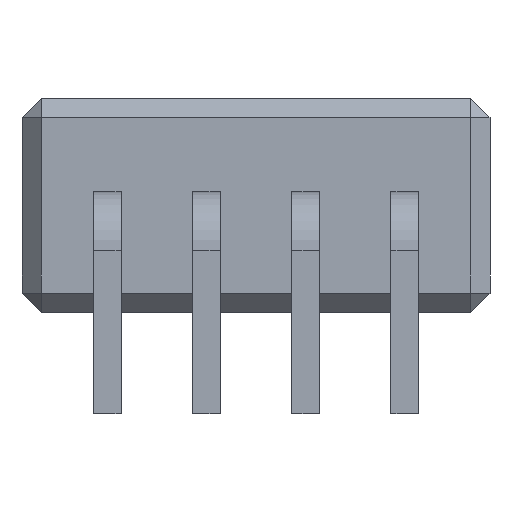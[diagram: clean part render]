
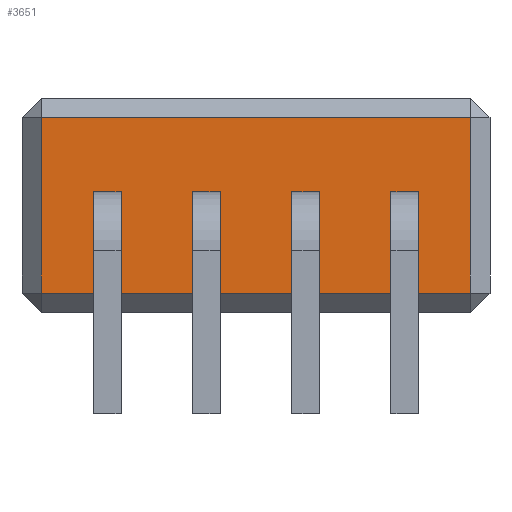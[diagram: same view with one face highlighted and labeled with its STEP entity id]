
A CAD part, front view. The second image highlights one B-rep face of the part: STEP entity #3651.
In plain terms, the highlighted planar face has unit normal (0, -1, 0).
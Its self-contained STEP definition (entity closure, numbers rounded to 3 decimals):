
#48=FACE_BOUND('',#287,.T.);
#49=FACE_BOUND('',#288,.T.);
#50=FACE_BOUND('',#289,.T.);
#51=FACE_BOUND('',#290,.T.);
#87=FACE_OUTER_BOUND('',#286,.T.);
#286=EDGE_LOOP('',(#2373,#2374,#2375,#2376));
#287=EDGE_LOOP('',(#2377,#2378,#2379,#2380));
#288=EDGE_LOOP('',(#2381,#2382,#2383,#2384));
#289=EDGE_LOOP('',(#2385,#2386,#2387,#2388));
#290=EDGE_LOOP('',(#2389,#2390,#2391,#2392));
#513=LINE('',#5045,#995);
#551=LINE('',#5123,#1033);
#552=LINE('',#5125,#1034);
#553=LINE('',#5126,#1035);
#554=LINE('',#5129,#1036);
#555=LINE('',#5131,#1037);
#556=LINE('',#5133,#1038);
#557=LINE('',#5134,#1039);
#558=LINE('',#5137,#1040);
#559=LINE('',#5139,#1041);
#560=LINE('',#5141,#1042);
#561=LINE('',#5142,#1043);
#562=LINE('',#5145,#1044);
#563=LINE('',#5147,#1045);
#564=LINE('',#5149,#1046);
#565=LINE('',#5150,#1047);
#566=LINE('',#5153,#1048);
#567=LINE('',#5155,#1049);
#568=LINE('',#5157,#1050);
#569=LINE('',#5158,#1051);
#995=VECTOR('',#4112,1.);
#1033=VECTOR('',#4176,1.);
#1034=VECTOR('',#4177,1.);
#1035=VECTOR('',#4178,1.);
#1036=VECTOR('',#4179,1.);
#1037=VECTOR('',#4180,1.);
#1038=VECTOR('',#4181,1.);
#1039=VECTOR('',#4182,1.);
#1040=VECTOR('',#4183,1.);
#1041=VECTOR('',#4184,1.);
#1042=VECTOR('',#4185,1.);
#1043=VECTOR('',#4186,1.);
#1044=VECTOR('',#4187,1.);
#1045=VECTOR('',#4188,1.);
#1046=VECTOR('',#4189,1.);
#1047=VECTOR('',#4190,1.);
#1048=VECTOR('',#4191,1.);
#1049=VECTOR('',#4192,1.);
#1050=VECTOR('',#4193,1.);
#1051=VECTOR('',#4194,1.);
#1470=VERTEX_POINT('',#5042);
#1471=VERTEX_POINT('',#5044);
#1498=VERTEX_POINT('',#5122);
#1499=VERTEX_POINT('',#5124);
#1500=VERTEX_POINT('',#5127);
#1501=VERTEX_POINT('',#5128);
#1502=VERTEX_POINT('',#5130);
#1503=VERTEX_POINT('',#5132);
#1504=VERTEX_POINT('',#5135);
#1505=VERTEX_POINT('',#5136);
#1506=VERTEX_POINT('',#5138);
#1507=VERTEX_POINT('',#5140);
#1508=VERTEX_POINT('',#5143);
#1509=VERTEX_POINT('',#5144);
#1510=VERTEX_POINT('',#5146);
#1511=VERTEX_POINT('',#5148);
#1512=VERTEX_POINT('',#5151);
#1513=VERTEX_POINT('',#5152);
#1514=VERTEX_POINT('',#5154);
#1515=VERTEX_POINT('',#5156);
#1801=EDGE_CURVE('',#1470,#1471,#513,.T.);
#1839=EDGE_CURVE('',#1498,#1471,#551,.T.);
#1840=EDGE_CURVE('',#1470,#1499,#552,.T.);
#1841=EDGE_CURVE('',#1499,#1498,#553,.T.);
#1842=EDGE_CURVE('',#1500,#1501,#554,.T.);
#1843=EDGE_CURVE('',#1501,#1502,#555,.T.);
#1844=EDGE_CURVE('',#1503,#1502,#556,.T.);
#1845=EDGE_CURVE('',#1500,#1503,#557,.T.);
#1846=EDGE_CURVE('',#1504,#1505,#558,.T.);
#1847=EDGE_CURVE('',#1505,#1506,#559,.T.);
#1848=EDGE_CURVE('',#1507,#1506,#560,.T.);
#1849=EDGE_CURVE('',#1504,#1507,#561,.T.);
#1850=EDGE_CURVE('',#1508,#1509,#562,.T.);
#1851=EDGE_CURVE('',#1509,#1510,#563,.T.);
#1852=EDGE_CURVE('',#1511,#1510,#564,.T.);
#1853=EDGE_CURVE('',#1508,#1511,#565,.T.);
#1854=EDGE_CURVE('',#1512,#1513,#566,.T.);
#1855=EDGE_CURVE('',#1513,#1514,#567,.T.);
#1856=EDGE_CURVE('',#1515,#1514,#568,.T.);
#1857=EDGE_CURVE('',#1512,#1515,#569,.T.);
#2373=ORIENTED_EDGE('',*,*,#1839,.T.);
#2374=ORIENTED_EDGE('',*,*,#1801,.F.);
#2375=ORIENTED_EDGE('',*,*,#1840,.T.);
#2376=ORIENTED_EDGE('',*,*,#1841,.T.);
#2377=ORIENTED_EDGE('',*,*,#1842,.T.);
#2378=ORIENTED_EDGE('',*,*,#1843,.T.);
#2379=ORIENTED_EDGE('',*,*,#1844,.F.);
#2380=ORIENTED_EDGE('',*,*,#1845,.F.);
#2381=ORIENTED_EDGE('',*,*,#1846,.T.);
#2382=ORIENTED_EDGE('',*,*,#1847,.T.);
#2383=ORIENTED_EDGE('',*,*,#1848,.F.);
#2384=ORIENTED_EDGE('',*,*,#1849,.F.);
#2385=ORIENTED_EDGE('',*,*,#1850,.T.);
#2386=ORIENTED_EDGE('',*,*,#1851,.T.);
#2387=ORIENTED_EDGE('',*,*,#1852,.F.);
#2388=ORIENTED_EDGE('',*,*,#1853,.F.);
#2389=ORIENTED_EDGE('',*,*,#1854,.T.);
#2390=ORIENTED_EDGE('',*,*,#1855,.T.);
#2391=ORIENTED_EDGE('',*,*,#1856,.F.);
#2392=ORIENTED_EDGE('',*,*,#1857,.F.);
#3284=PLANE('',#3864);
#3651=ADVANCED_FACE('',(#87,#48,#49,#50,#51),#3284,.T.);
#3864=AXIS2_PLACEMENT_3D('',#5121,#4174,#4175);
#4112=DIRECTION('',(-1.,0.,0.));
#4174=DIRECTION('center_axis',(0.,-1.,0.));
#4175=DIRECTION('ref_axis',(0.,0.,-1.));
#4176=DIRECTION('',(0.,0.,-1.));
#4177=DIRECTION('',(0.,0.,1.));
#4178=DIRECTION('',(-1.,0.,0.));
#4179=DIRECTION('',(0.,0.,-1.));
#4180=DIRECTION('',(-1.,0.,0.));
#4181=DIRECTION('',(0.,0.,-1.));
#4182=DIRECTION('',(-1.,0.,0.));
#4183=DIRECTION('',(0.,0.,-1.));
#4184=DIRECTION('',(-1.,0.,0.));
#4185=DIRECTION('',(0.,0.,-1.));
#4186=DIRECTION('',(-1.,0.,0.));
#4187=DIRECTION('',(0.,0.,-1.));
#4188=DIRECTION('',(-1.,0.,0.));
#4189=DIRECTION('',(0.,0.,-1.));
#4190=DIRECTION('',(-1.,0.,0.));
#4191=DIRECTION('',(0.,0.,-1.));
#4192=DIRECTION('',(-1.,0.,0.));
#4193=DIRECTION('',(0.,0.,-1.));
#4194=DIRECTION('',(-1.,0.,0.));
#5042=CARTESIAN_POINT('',(-4.5,-22.75,0.5));
#5044=CARTESIAN_POINT('',(-15.5,-22.75,0.5));
#5045=CARTESIAN_POINT('',(-7.,-22.75,0.5));
#5121=CARTESIAN_POINT('Origin',(-4.,-22.75,0.));
#5122=CARTESIAN_POINT('',(-15.5,-22.75,5.));
#5123=CARTESIAN_POINT('',(-15.5,-22.75,0.));
#5124=CARTESIAN_POINT('',(-4.5,-22.75,5.));
#5125=CARTESIAN_POINT('',(-4.5,-22.75,0.));
#5126=CARTESIAN_POINT('',(-4.,-22.75,5.));
#5127=CARTESIAN_POINT('',(-13.46,-22.75,3.1));
#5128=CARTESIAN_POINT('',(-13.46,-22.75,2.4));
#5129=CARTESIAN_POINT('',(-13.46,-22.75,0.));
#5130=CARTESIAN_POINT('',(-14.16,-22.75,2.4));
#5131=CARTESIAN_POINT('',(-4.,-22.75,2.4));
#5132=CARTESIAN_POINT('',(-14.16,-22.75,3.1));
#5133=CARTESIAN_POINT('',(-14.16,-22.75,2.4));
#5134=CARTESIAN_POINT('',(-14.16,-22.75,3.1));
#5135=CARTESIAN_POINT('',(-8.38,-22.75,3.1));
#5136=CARTESIAN_POINT('',(-8.38,-22.75,2.4));
#5137=CARTESIAN_POINT('',(-8.38,-22.75,0.));
#5138=CARTESIAN_POINT('',(-9.08,-22.75,2.4));
#5139=CARTESIAN_POINT('',(-4.,-22.75,2.4));
#5140=CARTESIAN_POINT('',(-9.08,-22.75,3.1));
#5141=CARTESIAN_POINT('',(-9.08,-22.75,2.4));
#5142=CARTESIAN_POINT('',(-9.08,-22.75,3.1));
#5143=CARTESIAN_POINT('',(-5.84,-22.75,3.1));
#5144=CARTESIAN_POINT('',(-5.84,-22.75,2.4));
#5145=CARTESIAN_POINT('',(-5.84,-22.75,0.));
#5146=CARTESIAN_POINT('',(-6.54,-22.75,2.4));
#5147=CARTESIAN_POINT('',(-4.,-22.75,2.4));
#5148=CARTESIAN_POINT('',(-6.54,-22.75,3.1));
#5149=CARTESIAN_POINT('',(-6.54,-22.75,2.4));
#5150=CARTESIAN_POINT('',(-6.54,-22.75,3.1));
#5151=CARTESIAN_POINT('',(-10.92,-22.75,3.1));
#5152=CARTESIAN_POINT('',(-10.92,-22.75,2.4));
#5153=CARTESIAN_POINT('',(-10.92,-22.75,0.));
#5154=CARTESIAN_POINT('',(-11.62,-22.75,2.4));
#5155=CARTESIAN_POINT('',(-4.,-22.75,2.4));
#5156=CARTESIAN_POINT('',(-11.62,-22.75,3.1));
#5157=CARTESIAN_POINT('',(-11.62,-22.75,2.4));
#5158=CARTESIAN_POINT('',(-11.62,-22.75,3.1));
